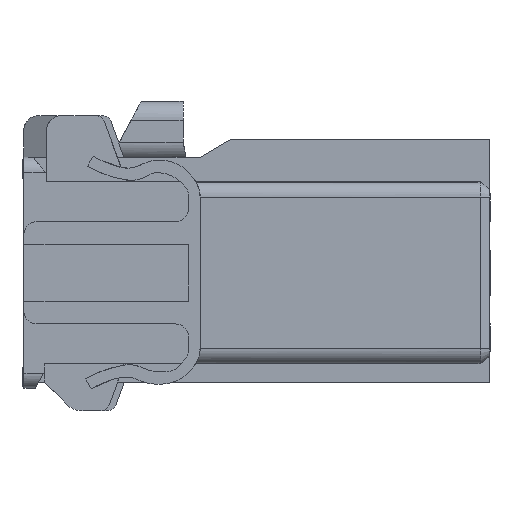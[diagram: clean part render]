
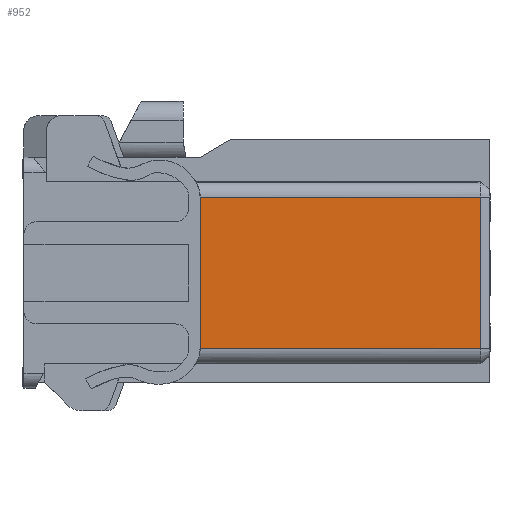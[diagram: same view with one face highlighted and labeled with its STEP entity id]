
A CAD part, left-side view. The second image highlights one B-rep face of the part: STEP entity #952.
In plain terms, the highlighted planar face has unit normal (-1, 0, 0).
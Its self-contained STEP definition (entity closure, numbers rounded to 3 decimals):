
#952=ADVANCED_FACE('',(#3454),#2289,.F.);
#2289=PLANE('',#28040);
#3454=FACE_OUTER_BOUND('',#4861,.T.);
#4861=EDGE_LOOP('',(#15276,#15277,#15278,#15279));
#7273=LINE('',#40639,#10507);
#7274=LINE('',#40658,#10508);
#7275=LINE('',#40660,#10509);
#7276=LINE('',#40662,#10510);
#10507=VECTOR('',#31248,1.);
#10508=VECTOR('',#31251,1.);
#10509=VECTOR('',#31252,1.);
#10510=VECTOR('',#31253,1.);
#15276=ORIENTED_EDGE('',*,*,#24718,.T.);
#15277=ORIENTED_EDGE('',*,*,#24716,.T.);
#15278=ORIENTED_EDGE('',*,*,#24719,.T.);
#15279=ORIENTED_EDGE('',*,*,#24720,.T.);
#21810=VERTEX_POINT('',#40638);
#21811=VERTEX_POINT('',#40640);
#21812=VERTEX_POINT('',#40659);
#21813=VERTEX_POINT('',#40661);
#24716=EDGE_CURVE('',#21811,#21810,#7273,.T.);
#24718=EDGE_CURVE('',#21812,#21811,#7274,.T.);
#24719=EDGE_CURVE('',#21810,#21813,#7275,.T.);
#24720=EDGE_CURVE('',#21813,#21812,#7276,.T.);
#28040=AXIS2_PLACEMENT_3D('',#40663,#31254,#31255);
#31248=DIRECTION('',(0.,-1.,0.));
#31251=DIRECTION('',(0.,0.,-1.));
#31252=DIRECTION('',(0.,0.,1.));
#31253=DIRECTION('',(0.,1.,0.));
#31254=DIRECTION('',(1.,0.,0.));
#31255=DIRECTION('',(0.,-1.,0.));
#40638=CARTESIAN_POINT('',(-18.05,8.011,-4.154));
#40639=CARTESIAN_POINT('',(-18.05,32.111,-4.154));
#40640=CARTESIAN_POINT('',(-18.05,22.811,-4.154));
#40658=CARTESIAN_POINT('',(-18.05,22.811,-4.954));
#40659=CARTESIAN_POINT('',(-18.05,22.811,3.846));
#40660=CARTESIAN_POINT('',(-18.05,8.011,-4.954));
#40661=CARTESIAN_POINT('',(-18.05,8.011,3.846));
#40662=CARTESIAN_POINT('',(-18.05,32.111,3.846));
#40663=CARTESIAN_POINT('',(-18.05,32.111,-4.954));
